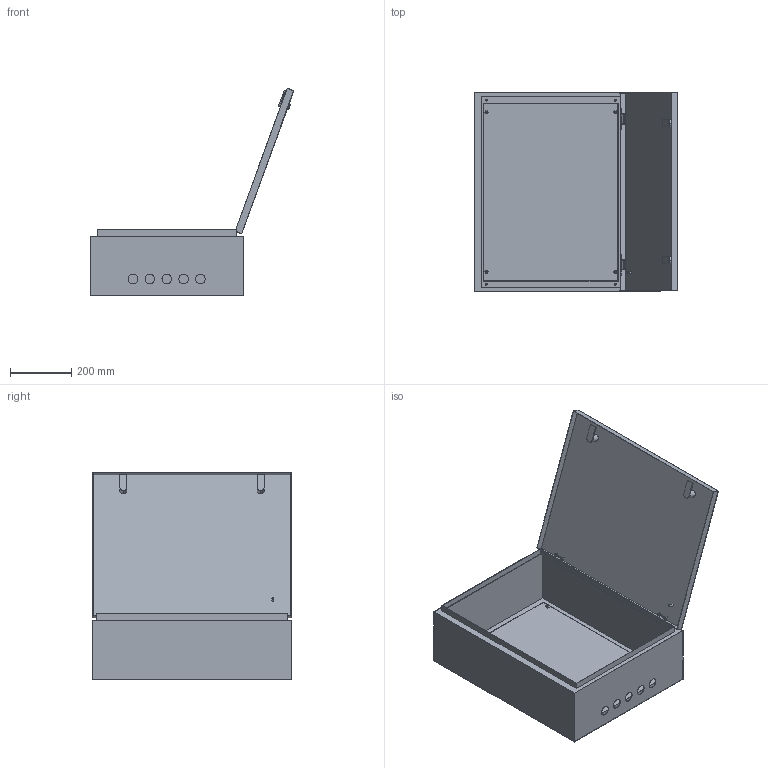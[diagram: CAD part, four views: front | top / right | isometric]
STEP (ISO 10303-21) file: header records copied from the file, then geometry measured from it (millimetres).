
FILE_DESCRIPTION (( 'STEP AP214' ), '1' );
FILE_NAME ('SHMP-3-3 LIGHT IP54.STEP', '2016-10-24T09:29:54', ( 'user' ), ( '' ), 'SwSTEP 2.0', 'SolidWorks 2014', '' );
FILE_SCHEMA (( 'AUTOMOTIVE_DESIGN' ));
Length unit declared in the file: millimetre
Products named in the file (5): SHMP-3-3 LIGHT IP54; Obolochka_SHMP_3; Gaika_6; Mont.Panel_3; Dver_3
Assembly tree (7 placements, depth 2):
  SHMP-3-3 LIGHT IP54
    Obolochka_SHMP_3
    Mont.Panel_3
    Dver_3
    Gaika_6  x4
Bounding box: 664.83 x 650 x 677 mm (x, y, z)
Volume: 1548506.8 mm3; surface area: 3036259.7 mm2
Topology: 13 solids, 13 shells, 236 faces, 570 edges, 378 vertices
Faces by surface type: plane 148, cylinder 82, cone 6
Entity records: 6392 total; most frequent: DIRECTION 1092, CARTESIAN_POINT 1044, ORIENTED_EDGE 996, EDGE_CURVE 498, AXIS2_PLACEMENT_3D 378, VECTOR 336, LINE 336, VERTEX_POINT 330
